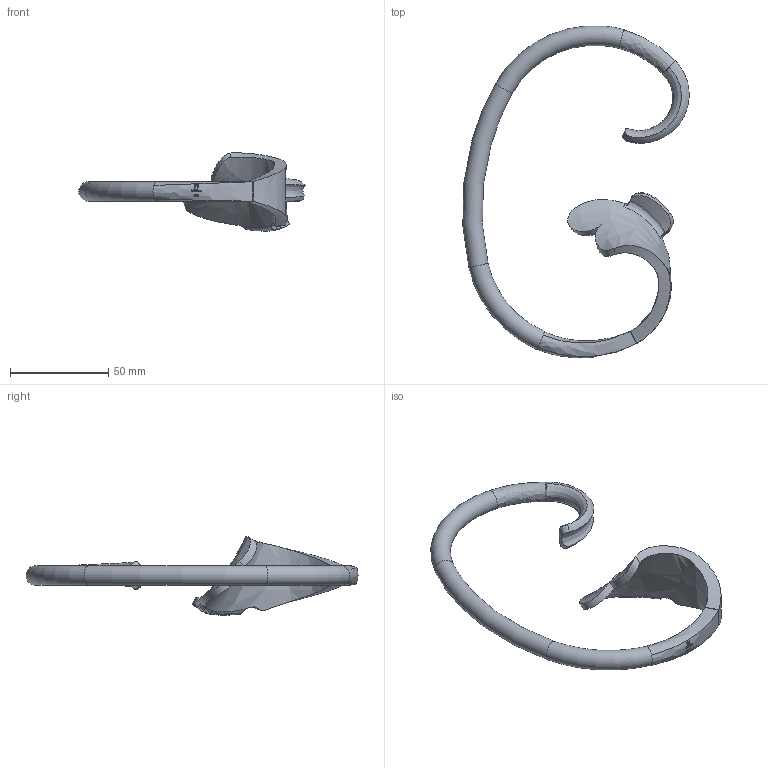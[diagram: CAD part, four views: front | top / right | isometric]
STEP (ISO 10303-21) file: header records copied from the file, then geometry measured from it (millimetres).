
FILE_DESCRIPTION (( 'STEP AP203' ), '1' );
FILE_NAME ('5562.STEP', '2022-06-21T14:53:38', ( '' ), ( '' ), 'SwSTEP 2.0', 'SolidWorks 2018', '' );
FILE_SCHEMA (( 'CONFIG_CONTROL_DESIGN' ));
Length unit declared in the file: millimetre
Products named in the file (1): 5562
Bounding box: 115.35 x 169.19 x 39.93 mm (x, y, z)
Volume: 41437.6 mm3; surface area: 18449.5 mm2
Topology: 1 solids, 1 shells, 277 faces, 750 edges, 493 vertices
Faces by surface type: bspline 173, plane 101, torus 3
Entity records: 27150 total; most frequent: CARTESIAN_POINT 21708, ORIENTED_EDGE 1490, EDGE_CURVE 745, B_SPLINE_CURVE_WITH_KNOTS 528, VERTEX_POINT 491, DIRECTION 438, EDGE_LOOP 298, FACE_OUTER_BOUND 280
